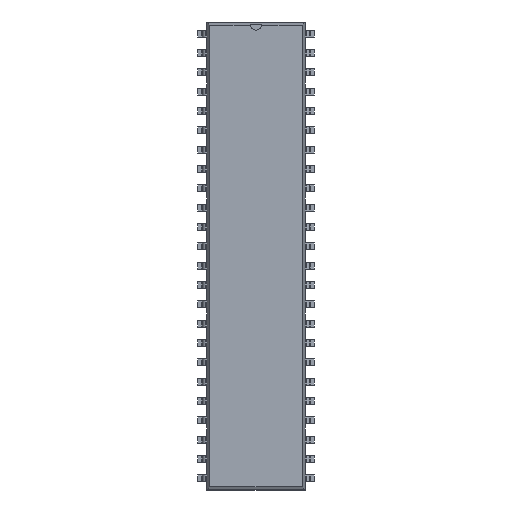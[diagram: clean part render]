
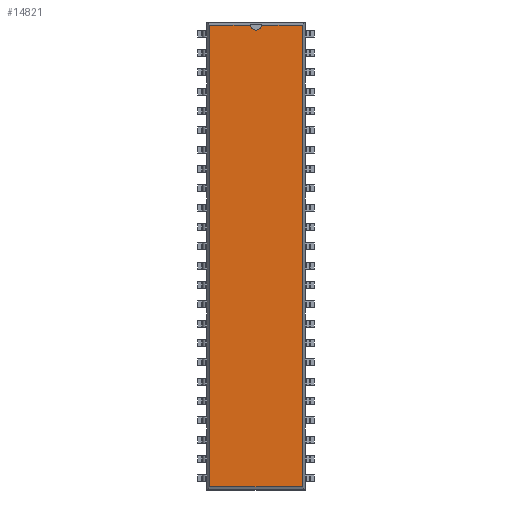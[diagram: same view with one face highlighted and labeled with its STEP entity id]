
A CAD part, top view. The second image highlights one B-rep face of the part: STEP entity #14821.
In plain terms, the highlighted planar face has unit normal (0, 0, 1).
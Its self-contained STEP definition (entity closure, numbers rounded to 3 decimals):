
#27=VECTOR('',#28,1.);
#28=DIRECTION('',(0.,1.,0.));
#34=VECTOR('',#35,1.);
#35=DIRECTION('',(-1.,0.,0.));
#41=VECTOR('',#42,1.);
#42=DIRECTION('',(0.,-1.,0.));
#46=VECTOR('',#47,1.);
#47=DIRECTION('',(1.,0.,0.));
#50=DIRECTION('',(0.,0.,-1.));
#2549=DIRECTION('',(0.,0.,-1.));
#9915=VERTEX_POINT('',#9916);
#9916=CARTESIAN_POINT('',(6.101,30.335,3.68));
#9918=ORIENTED_EDGE('',*,*,#9919,.F.);
#9919=EDGE_CURVE('',#9920,#9915,#9922,.T.);
#9920=VERTEX_POINT('',#9921);
#9921=CARTESIAN_POINT('',(6.101,-30.335,3.68));
#9922=LINE('',#9921,#27);
#12312=VERTEX_POINT('',#12313);
#12313=CARTESIAN_POINT('',(-6.101,30.335,3.68));
#12315=ORIENTED_EDGE('',*,*,#12316,.F.);
#12316=EDGE_CURVE('',#12317,#12312,#12319,.T.);
#12317=VERTEX_POINT('',#12318);
#12318=CARTESIAN_POINT('',(-0.746,30.335,3.68));
#12319=LINE('',#9916,#34);
#12338=VERTEX_POINT('',#12339);
#12339=CARTESIAN_POINT('',(0.746,30.335,3.68));
#12345=ORIENTED_EDGE('',*,*,#12346,.F.);
#12346=EDGE_CURVE('',#9915,#12338,#12319,.T.);
#12426=VERTEX_POINT('',#12427);
#12427=CARTESIAN_POINT('',(-6.101,-30.335,3.68));
#12429=ORIENTED_EDGE('',*,*,#12430,.F.);
#12430=EDGE_CURVE('',#12312,#12426,#12431,.T.);
#12431=LINE('',#12313,#41);
#14816=ORIENTED_EDGE('',*,*,#14817,.F.);
#14817=EDGE_CURVE('',#12426,#9920,#14818,.T.);
#14818=LINE('',#12427,#46);
#14821=ADVANCED_FACE('',(#14822),#14833,.F.);
#14822=FACE_BOUND('',#14823,.F.);
#14823=EDGE_LOOP('',(#9918,#14816,#12429,#12315,#14824,#14831,#12345));
#14824=ORIENTED_EDGE('',*,*,#14825,.F.);
#14825=EDGE_CURVE('',#14826,#12317,#14828,.T.);
#14826=VERTEX_POINT('',#14827);
#14827=CARTESIAN_POINT('',(0.,29.66,3.68));
#14828=CIRCLE('',#14829,0.75);
#14829=AXIS2_PLACEMENT_3D('',#14830,#2549,#42);
#14830=CARTESIAN_POINT('',(0.,30.41,3.68));
#14831=ORIENTED_EDGE('',*,*,#14832,.F.);
#14832=EDGE_CURVE('',#12338,#14826,#14828,.T.);
#14833=PLANE('',#14834);
#14834=AXIS2_PLACEMENT_3D('',#9921,#50,#14835);
#14835=DIRECTION('',(-0.197,0.98,0.));
